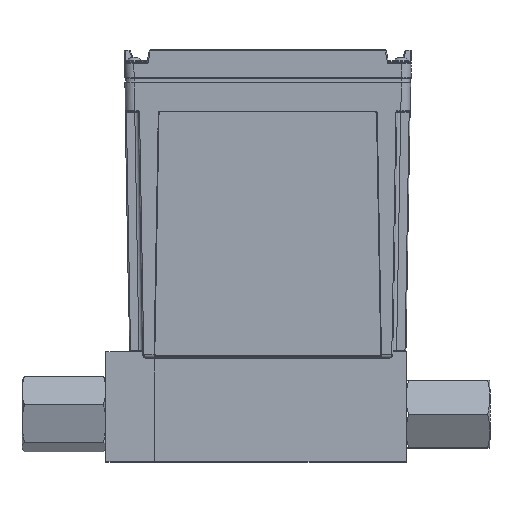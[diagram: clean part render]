
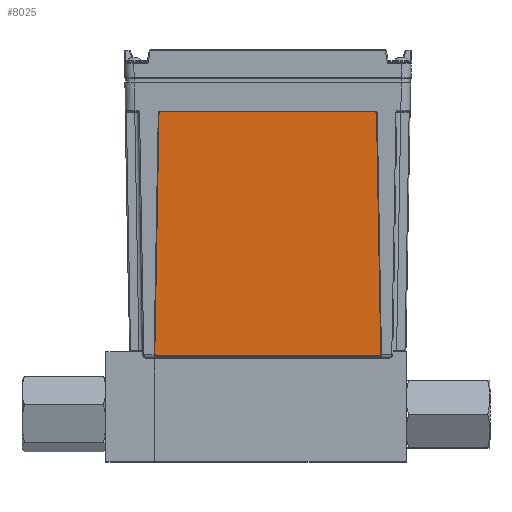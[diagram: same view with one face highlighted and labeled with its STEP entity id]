
A CAD part, top view. The second image highlights one B-rep face of the part: STEP entity #8025.
In plain terms, the highlighted planar face has unit normal (0, -0.018, 1).
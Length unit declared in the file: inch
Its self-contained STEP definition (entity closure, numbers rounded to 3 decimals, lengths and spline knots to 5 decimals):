
#1021 = EDGE_LOOP ( 'NONE', ( #4660, #5008, #4956, #4559, #4693, #4865, #4351, #4339 ) ) ;
#1208 = VERTEX_POINT ( 'NONE', #25955 ) ;
#1235 = VERTEX_POINT ( 'NONE', #25547 ) ;
#2487 = DIRECTION ( 'NONE',  ( 1., 0., 0. ) ) ;
#2488 = DIRECTION ( 'NONE',  ( 0., -0.017, 1. ) ) ;
#2489 = CARTESIAN_POINT ( 'NONE',  ( -2.74315, 0.82953, 0.96338 ) ) ;
#4339 = ORIENTED_EDGE ( 'NONE', *, *, #9408, .T. ) ;
#4351 = ORIENTED_EDGE ( 'NONE', *, *, #16565, .T. ) ;
#4559 = ORIENTED_EDGE ( 'NONE', *, *, #8001, .T. ) ;
#4660 = ORIENTED_EDGE ( 'NONE', *, *, #7995, .T. ) ;
#4693 = ORIENTED_EDGE ( 'NONE', *, *, #16441, .T. ) ;
#4865 = ORIENTED_EDGE ( 'NONE', *, *, #16729, .T. ) ;
#4956 = ORIENTED_EDGE ( 'NONE', *, *, #9530, .T. ) ;
#5008 = ORIENTED_EDGE ( 'NONE', *, *, #16443, .T. ) ;
#7995 = EDGE_CURVE ( 'NONE', #13597, #13566, #15551, .T. ) ;
#8001 = EDGE_CURVE ( 'NONE', #13609, #13569, #25385, .T. ) ;
#8025 = ADVANCED_FACE ( 'NONE', ( #33993 ), #33997, .T. ) ;
#9408 = EDGE_CURVE ( 'NONE', #1208, #13597, #20247, .T. ) ;
#9530 = EDGE_CURVE ( 'NONE', #13582, #13609, #34252, .T. ) ;
#9665 = CARTESIAN_POINT ( 'NONE',  ( -2.67685, 4.63895, 1.02987 ) ) ;
#9676 = CARTESIAN_POINT ( 'NONE',  ( 0.72384, 4.6193, 1.02953 ) ) ;
#9698 = CARTESIAN_POINT ( 'NONE',  ( -2.74315, 0.80953, 0.96303 ) ) ;
#9771 = CARTESIAN_POINT ( 'NONE',  ( 0.79014, 0.82988, 0.96339 ) ) ;
#9850 = CARTESIAN_POINT ( 'NONE',  ( 0.70385, 4.63895, 1.02987 ) ) ;
#9854 = CARTESIAN_POINT ( 'NONE',  ( 0.77015, 0.80953, 0.96303 ) ) ;
#12845 = CIRCLE ( 'NONE', #12846, 0.02 ) ;
#12846 = AXIS2_PLACEMENT_3D ( 'NONE', #19976, #19827, #19582 ) ;
#13566 = VERTEX_POINT ( 'NONE', #9854 ) ;
#13569 = VERTEX_POINT ( 'NONE', #9850 ) ;
#13582 = VERTEX_POINT ( 'NONE', #9771 ) ;
#13597 = VERTEX_POINT ( 'NONE', #9698 ) ;
#13609 = VERTEX_POINT ( 'NONE', #9676 ) ;
#13614 = VERTEX_POINT ( 'NONE', #9665 ) ;
#15551 = LINE ( 'NONE', #15552, #29207 ) ;
#15552 = CARTESIAN_POINT ( 'NONE',  ( -2.7635, 0.80953, 0.96303 ) ) ;
#15553 = DIRECTION ( 'NONE',  ( 1., 0., 0. ) ) ;
#15741 = LINE ( 'NONE', #15742, #26834 ) ;
#15742 = CARTESIAN_POINT ( 'NONE',  ( 0.7235, 4.63895, 1.02987 ) ) ;
#15743 = DIRECTION ( 'NONE',  ( -1., 0., 0. ) ) ;
#15744 = CARTESIAN_POINT ( 'NONE',  ( 0.77015, 0.82953, 0.96338 ) ) ;
#15745 = DIRECTION ( 'NONE',  ( 0., -0.017, 1. ) ) ;
#15746 = DIRECTION ( 'NONE',  ( 1., 0., 0. ) ) ;
#16441 = EDGE_CURVE ( 'NONE', #13569, #13614, #15741, .T. ) ;
#16443 = EDGE_CURVE ( 'NONE', #13566, #13582, #26823, .T. ) ;
#16565 = EDGE_CURVE ( 'NONE', #1235, #1208, #25497, .T. ) ;
#16729 = EDGE_CURVE ( 'NONE', #13614, #1235, #12845, .T. ) ;
#19582 = DIRECTION ( 'NONE',  ( 1., 0., 0. ) ) ;
#19827 = DIRECTION ( 'NONE',  ( 0., -0.017, 1. ) ) ;
#19976 = CARTESIAN_POINT ( 'NONE',  ( -2.67685, 4.61895, 1.02953 ) ) ;
#20247 = CIRCLE ( 'NONE', #20248, 0.02 ) ;
#20248 = AXIS2_PLACEMENT_3D ( 'NONE', #2489, #2488, #2487 ) ;
#20323 = VECTOR ( 'NONE', #34244, 39.37008 ) ;
#25117 = DIRECTION ( 'NONE',  ( -0.017, -1., -0.017 ) ) ;
#25181 = CARTESIAN_POINT ( 'NONE',  ( -2.6965, 4.63895, 1.02987 ) ) ;
#25385 = CIRCLE ( 'NONE', #25386, 0.02 ) ;
#25386 = AXIS2_PLACEMENT_3D ( 'NONE', #27483, #27211, #27683 ) ;
#25497 = LINE ( 'NONE', #25181, #31227 ) ;
#25547 = CARTESIAN_POINT ( 'NONE',  ( -2.69684, 4.6193, 1.02953 ) ) ;
#25955 = CARTESIAN_POINT ( 'NONE',  ( -2.76314, 0.82988, 0.96339 ) ) ;
#26821 = AXIS2_PLACEMENT_3D ( 'NONE', #15744, #15745, #15746 ) ;
#26823 = CIRCLE ( 'NONE', #26821, 0.02 ) ;
#26834 = VECTOR ( 'NONE', #15743, 39.37008 ) ;
#27211 = DIRECTION ( 'NONE',  ( 0., -0.017, 1. ) ) ;
#27483 = CARTESIAN_POINT ( 'NONE',  ( 0.70385, 4.61895, 1.02953 ) ) ;
#27683 = DIRECTION ( 'NONE',  ( 1., 0., 0. ) ) ;
#29207 = VECTOR ( 'NONE', #15553, 39.37008 ) ;
#29487 = AXIS2_PLACEMENT_3D ( 'NONE', #33971, #34515, #34003 ) ;
#31227 = VECTOR ( 'NONE', #25117, 39.37008 ) ;
#33971 = CARTESIAN_POINT ( 'NONE',  ( -0.9865, 4.63895, 1.02987 ) ) ;
#33993 = FACE_OUTER_BOUND ( 'NONE', #1021, .T. ) ;
#33997 = PLANE ( 'NONE',  #29487 ) ;
#34003 = DIRECTION ( 'NONE',  ( 1., 0., 0. ) ) ;
#34244 = DIRECTION ( 'NONE',  ( -0.017, 1., 0.017 ) ) ;
#34245 = CARTESIAN_POINT ( 'NONE',  ( 0.7905, 0.80953, 0.96303 ) ) ;
#34252 = LINE ( 'NONE', #34245, #20323 ) ;
#34515 = DIRECTION ( 'NONE',  ( 0., -0.017, 1. ) ) ;
